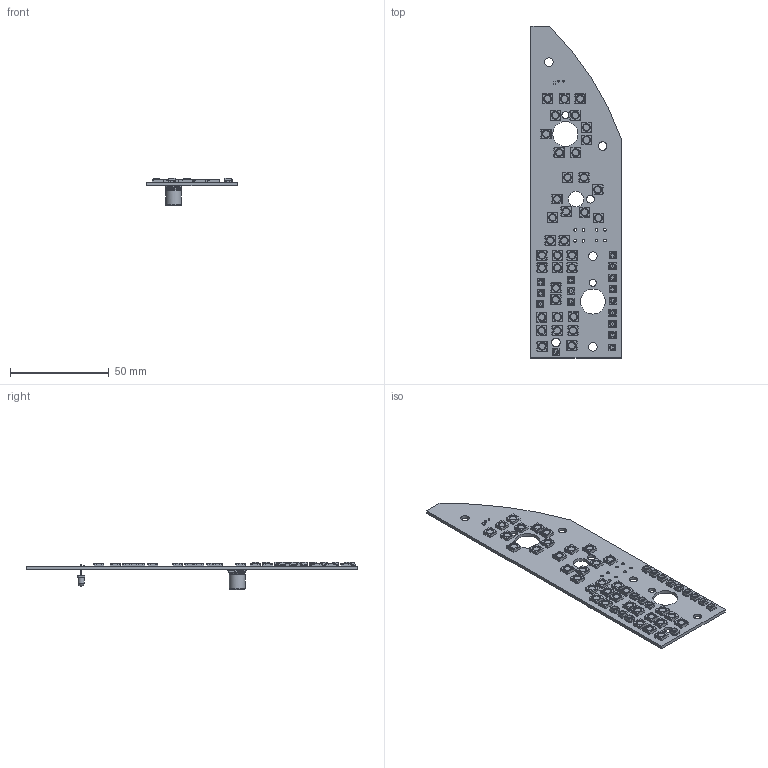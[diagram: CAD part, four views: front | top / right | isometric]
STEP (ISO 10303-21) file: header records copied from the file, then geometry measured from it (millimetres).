
FILE_DESCRIPTION(('KiCad electronic assembly'),'2;1');
FILE_NAME('SPIN RCV Panel PCB V1.step','2021-01-24T02:39:08',( 'An Author'),('A Company'),'Open CASCADE STEP processor 6.9', 'KiCad to STEP converter','Unknown');
FILE_SCHEMA(('AUTOMOTIVE_DESIGN { 1 0 10303 214 1 1 1 1 }'));
Length unit declared in the file: millimetre
Products named in the file (12): Open CASCADE STEP translator 6.9 1; SMD_WS2812B_Mini; COMPOUND; R_0603_1608Metric; SOLID; LED_WS2812B_PLCC4_5.0x5.0mm_P3.2mm; LED_D3.0mm; CP_Elec_8x10
Assembly tree (61 placements, depth 3):
  Open CASCADE STEP translator 6.9 1
    SMD_WS2812B_Mini  x16
      COMPOUND
    R_0603_1608Metric
      SOLID
    LED_WS2812B_PLCC4_5.0x5.0mm_P3.2mm  x36
      SOLID
    LED_D3.0mm
      SOLID
    CP_Elec_8x10
      SOLID
    COMPOUND
Bounding box: 45.72 x 168.28 x 13.7 mm (x, y, z)
Volume: 12296.2 mm3; surface area: 18775 mm2
Topology: 136 solids, 136 shells, 3647 faces, 10098 edges, 6633 vertices
Faces by surface type: plane 2625, cylinder 962, cone 52, torus 4, bspline 2, sphere 1, revolution 1
Full cylindrical faces by diameter (mm): 0.9 x2, 1.4 x8, 3 x1, 3.333 x36, 3.572 x2, 3.969 x1, 4.3 x3, 4.305 x2, 7.938 x1, 8 x2, 12.7 x2
Entity records: 18952 total; most frequent: CARTESIAN_POINT 4038, DIRECTION 2619, LINE 1606, VECTOR 1606, ORIENTED_EDGE 1298, PCURVE 1298, DEFINITIONAL_REPRESENTATION 1298, EDGE_CURVE 649
